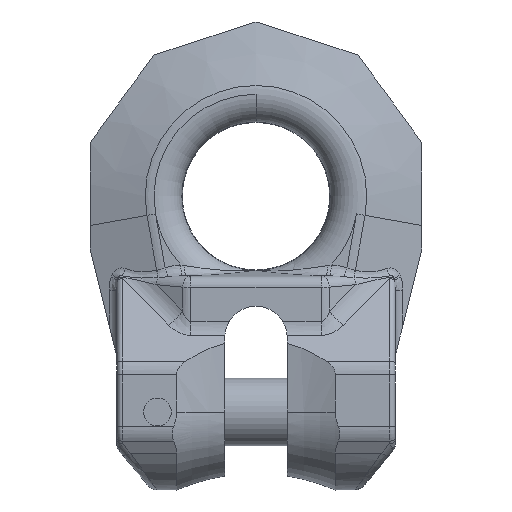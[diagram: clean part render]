
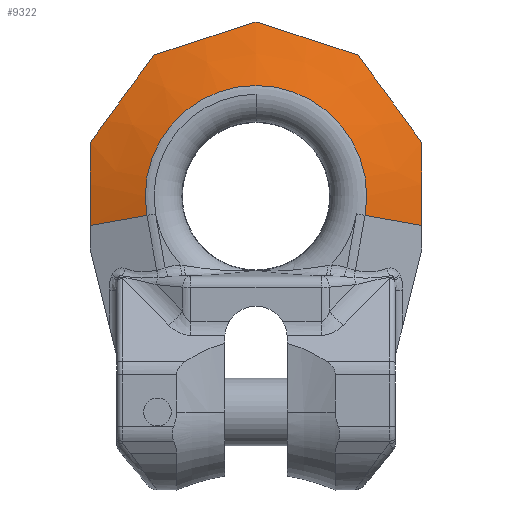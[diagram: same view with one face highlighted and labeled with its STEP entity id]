
A CAD part, front view. The second image highlights one B-rep face of the part: STEP entity #9322.
In plain terms, the highlighted conical face has half-angle 71.7 degrees and reference radius 25.582 mm.
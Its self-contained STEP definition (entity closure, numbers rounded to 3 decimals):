
#1284=DIRECTION('',(-0.935,0.314,-0.165));
#1285=VECTOR('',#1284,10.877);
#1286=CARTESIAN_POINT('',(-19.58,-5.997,
35.297));
#1287=LINE('',#1286,#1285);
#1333=CARTESIAN_POINT('',(0.,-2.227,70.031));
#1334=CARTESIAN_POINT('',(1.02,-2.337,69.7));
#1335=CARTESIAN_POINT('',(3.061,-2.523,69.036));
#1336=CARTESIAN_POINT('',(6.121,-2.695,68.042));
#1337=CARTESIAN_POINT('',(9.193,-2.753,67.044));
#1338=CARTESIAN_POINT('',(12.266,-2.695,66.045));
#1339=CARTESIAN_POINT('',(15.325,-2.523,65.051));
#1340=CARTESIAN_POINT('',(17.366,-2.337,64.388));
#1341=CARTESIAN_POINT('',(18.387,-2.227,64.057));
#1343=CARTESIAN_POINT('',(18.387,-2.227,64.057));
#1344=CARTESIAN_POINT('',(19.017,-2.337,63.189));
#1345=CARTESIAN_POINT('',(20.278,-2.523,61.453));
#1346=CARTESIAN_POINT('',(22.169,-2.695,58.85));
#1347=CARTESIAN_POINT('',(24.068,-2.753,56.237));
#1348=CARTESIAN_POINT('',(25.968,-2.695,53.622));
#1349=CARTESIAN_POINT('',(27.858,-2.523,51.02));
#1350=CARTESIAN_POINT('',(29.12,-2.337,49.284));
#1351=CARTESIAN_POINT('',(29.75,-2.227,48.416));
#1353=CARTESIAN_POINT('',(29.75,-2.227,48.416));
#1354=CARTESIAN_POINT('',(29.75,-2.354,47.176));
#1355=CARTESIAN_POINT('',(29.75,-2.563,44.695));
#1356=CARTESIAN_POINT('',(29.75,-2.732,40.972));
#1357=CARTESIAN_POINT('',(29.75,-2.747,37.231));
#1358=CARTESIAN_POINT('',(29.75,-2.653,34.746));
#1359=CARTESIAN_POINT('',(29.75,-2.582,33.504));
#1361=CARTESIAN_POINT('',(0.,-5.997,38.75));
#1362=DIRECTION('',(0.,1.,0.));
#1363=DIRECTION('',(-0.985,0.,-0.174));
#1364=AXIS2_PLACEMENT_3D('',#1361,#1362,#1363);
#1366=CARTESIAN_POINT('',(-29.75,-2.582,33.504));
#1367=CARTESIAN_POINT('',(-29.75,-2.653,34.746));
#1368=CARTESIAN_POINT('',(-29.75,-2.747,37.231));
#1369=CARTESIAN_POINT('',(-29.75,-2.732,40.972));
#1370=CARTESIAN_POINT('',(-29.75,-2.563,44.695));
#1371=CARTESIAN_POINT('',(-29.75,-2.354,47.176));
#1372=CARTESIAN_POINT('',(-29.75,-2.227,48.416));
#1374=CARTESIAN_POINT('',(-29.75,-2.227,48.416));
#1375=CARTESIAN_POINT('',(-29.119,-2.337,
49.284));
#1376=CARTESIAN_POINT('',(-27.858,-2.523,
51.02));
#1377=CARTESIAN_POINT('',(-25.967,-2.695,
53.623));
#1378=CARTESIAN_POINT('',(-24.068,-2.753,
56.237));
#1379=CARTESIAN_POINT('',(-22.169,-2.695,
58.851));
#1380=CARTESIAN_POINT('',(-20.278,-2.523,
61.453));
#1381=CARTESIAN_POINT('',(-19.017,-2.337,
63.189));
#1382=CARTESIAN_POINT('',(-18.387,-2.227,
64.057));
#1384=CARTESIAN_POINT('',(-18.387,-2.227,
64.057));
#1385=CARTESIAN_POINT('',(-17.366,-2.337,
64.388));
#1386=CARTESIAN_POINT('',(-15.325,-2.523,
65.052));
#1387=CARTESIAN_POINT('',(-12.266,-2.695,
66.046));
#1388=CARTESIAN_POINT('',(-9.193,-2.753,
67.044));
#1389=CARTESIAN_POINT('',(-6.12,-2.695,
68.042));
#1390=CARTESIAN_POINT('',(-3.061,-2.523,
69.036));
#1391=CARTESIAN_POINT('',(-1.02,-2.337,
69.7));
#1392=CARTESIAN_POINT('',(0.,-2.227,70.031));
#1416=DIRECTION('',(0.935,0.314,-0.165));
#1417=VECTOR('',#1416,10.877);
#1418=CARTESIAN_POINT('',(19.58,-5.997,35.297));
#1419=LINE('',#1418,#1417);
#6465=CARTESIAN_POINT('',(19.58,-5.997,35.297));
#6467=VERTEX_POINT('',#6465);
#6470=CARTESIAN_POINT('',(-19.58,-5.997,
35.297));
#6471=VERTEX_POINT('',#6470);
#6506=VERTEX_POINT('',#1333);
#6507=VERTEX_POINT('',#1341);
#6508=VERTEX_POINT('',#1351);
#6509=VERTEX_POINT('',#1359);
#6510=VERTEX_POINT('',#1366);
#6511=VERTEX_POINT('',#1372);
#6512=VERTEX_POINT('',#1382);
#9305=CARTESIAN_POINT('',(0.,-4.112,38.75));
#9306=DIRECTION('',(0.,1.,0.));
#9307=DIRECTION('',(0.,0.,-1.));
#9308=AXIS2_PLACEMENT_3D('',#9305,#9306,#9307);
#9309=CONICAL_SURFACE('',#9308,25.582,71.7);
#9310=ORIENTED_EDGE('',*,*,#7444,.T.);
#9311=ORIENTED_EDGE('',*,*,#7459,.T.);
#9312=ORIENTED_EDGE('',*,*,#7476,.T.);
#9314=ORIENTED_EDGE('',*,*,#9313,.F.);
#9315=ORIENTED_EDGE('',*,*,#8833,.F.);
#9316=ORIENTED_EDGE('',*,*,#9294,.T.);
#9317=ORIENTED_EDGE('',*,*,#7395,.T.);
#9318=ORIENTED_EDGE('',*,*,#7414,.T.);
#9319=ORIENTED_EDGE('',*,*,#7429,.T.);
#9320=EDGE_LOOP('',(#9310,#9311,#9312,#9314,#9315,#9316,#9317,#9318,#9319));
#9321=FACE_OUTER_BOUND('',#9320,.F.);
#9322=ADVANCED_FACE('',(#9321),#9309,.T.);
#1342=B_SPLINE_CURVE_WITH_KNOTS('',3,(#1333,#1334,#1335,#1336,#1337,#1338,#1339,
#1340,#1341),.UNSPECIFIED.,.F.,.F.,(4,1,1,1,1,1,4),(0.,0.167,
0.333,0.5,0.667,0.833,1.),
.UNSPECIFIED.);
#1352=B_SPLINE_CURVE_WITH_KNOTS('',3,(#1343,#1344,#1345,#1346,#1347,#1348,#1349,
#1350,#1351),.UNSPECIFIED.,.F.,.F.,(4,1,1,1,1,1,4),(0.,0.167,
0.333,0.5,0.667,0.833,1.),
.UNSPECIFIED.);
#1360=B_SPLINE_CURVE_WITH_KNOTS('',3,(#1353,#1354,#1355,#1356,#1357,#1358,
#1359),.UNSPECIFIED.,.F.,.F.,(4,1,1,1,4),(0.,0.25,0.5,0.75,1.),
.UNSPECIFIED.);
#1365=CIRCLE('',#1364,19.882);
#1373=B_SPLINE_CURVE_WITH_KNOTS('',3,(#1366,#1367,#1368,#1369,#1370,#1371,
#1372),.UNSPECIFIED.,.F.,.F.,(4,1,1,1,4),(0.,0.25,0.5,0.75,1.),
.UNSPECIFIED.);
#1383=B_SPLINE_CURVE_WITH_KNOTS('',3,(#1374,#1375,#1376,#1377,#1378,#1379,#1380,
#1381,#1382),.UNSPECIFIED.,.F.,.F.,(4,1,1,1,1,1,4),(0.,0.167,
0.333,0.5,0.667,0.833,1.),
.UNSPECIFIED.);
#1393=B_SPLINE_CURVE_WITH_KNOTS('',3,(#1384,#1385,#1386,#1387,#1388,#1389,#1390,
#1391,#1392),.UNSPECIFIED.,.F.,.F.,(4,1,1,1,1,1,4),(0.,0.167,
0.333,0.5,0.667,0.833,1.),
.UNSPECIFIED.);
#7395=EDGE_CURVE('',#6510,#6511,#1373,.T.);
#7414=EDGE_CURVE('',#6511,#6512,#1383,.T.);
#7429=EDGE_CURVE('',#6512,#6506,#1393,.T.);
#7444=EDGE_CURVE('',#6506,#6507,#1342,.T.);
#7459=EDGE_CURVE('',#6507,#6508,#1352,.T.);
#7476=EDGE_CURVE('',#6508,#6509,#1360,.T.);
#8833=EDGE_CURVE('',#6471,#6467,#1365,.T.);
#9294=EDGE_CURVE('',#6471,#6510,#1287,.T.);
#9313=EDGE_CURVE('',#6467,#6509,#1419,.T.);
